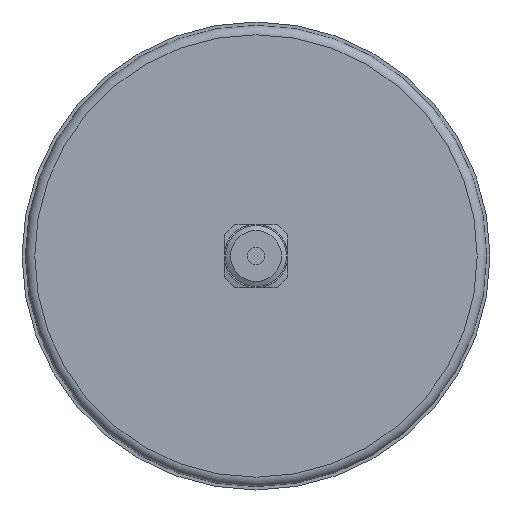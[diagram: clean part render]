
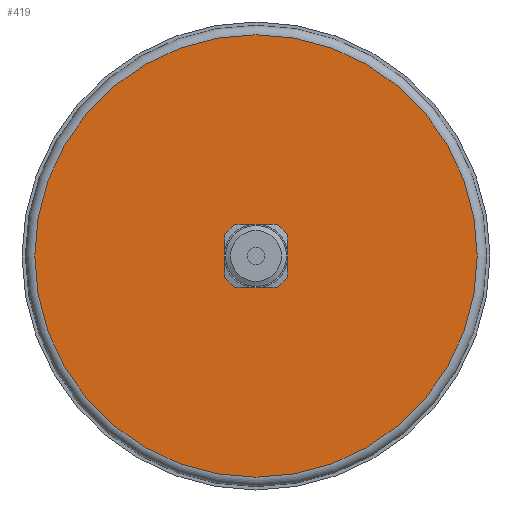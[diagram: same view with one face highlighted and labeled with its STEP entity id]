
A CAD part, front view. The second image highlights one B-rep face of the part: STEP entity #419.
In plain terms, the highlighted planar face has unit normal (0, -1, 0).
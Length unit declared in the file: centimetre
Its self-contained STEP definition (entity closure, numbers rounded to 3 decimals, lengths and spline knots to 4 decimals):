
#66=FACE_BOUND('',#116,.T.);
#84=FACE_OUTER_BOUND('',#115,.T.);
#115=EDGE_LOOP('',(#278));
#116=EDGE_LOOP('',(#279));
#163=CIRCLE('',#454,7.625);
#164=CIRCLE('',#455,1.05);
#192=VERTEX_POINT('',#650);
#193=VERTEX_POINT('',#652);
#229=EDGE_CURVE('',#192,#192,#163,.T.);
#230=EDGE_CURVE('',#193,#193,#164,.T.);
#278=ORIENTED_EDGE('',*,*,#229,.T.);
#279=ORIENTED_EDGE('',*,*,#230,.T.);
#376=PLANE('',#453);
#419=ADVANCED_FACE('',(#84,#66),#376,.F.);
#453=AXIS2_PLACEMENT_3D('',#649,#517,#518);
#454=AXIS2_PLACEMENT_3D('',#651,#519,#520);
#455=AXIS2_PLACEMENT_3D('',#653,#521,#522);
#517=DIRECTION('center_axis',(0.,1.,0.));
#518=DIRECTION('ref_axis',(0.,0.,1.));
#519=DIRECTION('center_axis',(0.,-1.,0.));
#520=DIRECTION('ref_axis',(-1.,0.,0.));
#521=DIRECTION('center_axis',(0.,1.,0.));
#522=DIRECTION('ref_axis',(-1.,0.,0.));
#649=CARTESIAN_POINT('Origin',(0.,-0.02,
3.45));
#650=CARTESIAN_POINT('',(-7.625,-0.02,0.));
#651=CARTESIAN_POINT('Origin',(0.,-0.02,
0.));
#652=CARTESIAN_POINT('',(1.05,-0.02,0.));
#653=CARTESIAN_POINT('Origin',(0.,-0.02,
0.));
